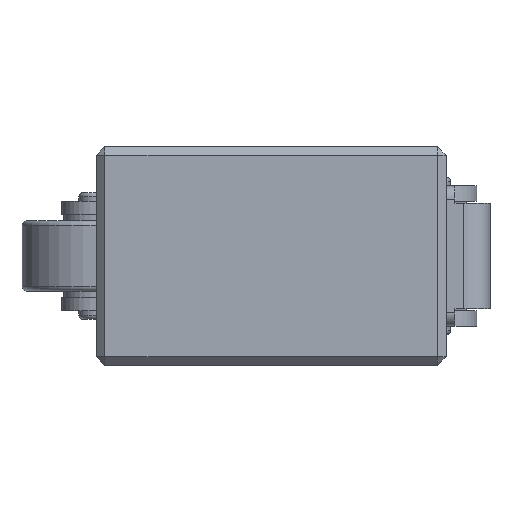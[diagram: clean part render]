
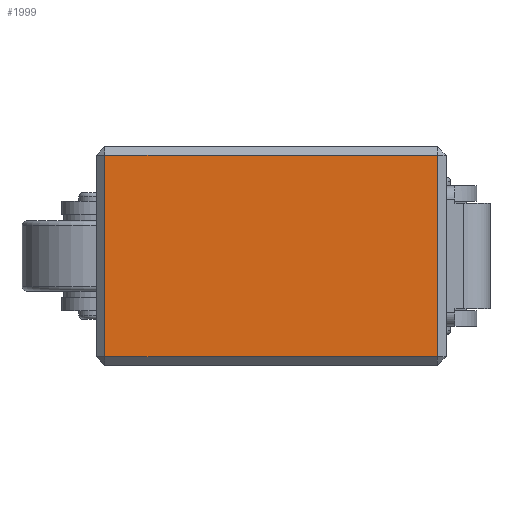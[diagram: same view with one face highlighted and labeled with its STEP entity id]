
A CAD part, front view. The second image highlights one B-rep face of the part: STEP entity #1999.
In plain terms, the highlighted planar face has unit normal (0, -1, 0).
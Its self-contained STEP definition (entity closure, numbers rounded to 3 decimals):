
#272 = DIRECTION ( 'NONE',  ( 1., 0., 0. ) ) ;
#335 = VECTOR ( 'NONE', #8463, 1000. ) ;
#570 = LINE ( 'NONE', #8861, #7193 ) ;
#633 = CARTESIAN_POINT ( 'NONE',  ( -19., 0., -11.5 ) ) ;
#679 = CARTESIAN_POINT ( 'NONE',  ( 19., 0., 11.5 ) ) ;
#760 = VECTOR ( 'NONE', #2834, 1000. ) ;
#1020 = LINE ( 'NONE', #7959, #760 ) ;
#1106 = DIRECTION ( 'NONE',  ( 0., 0., 1. ) ) ;
#1279 = VERTEX_POINT ( 'NONE', #6654 ) ;
#1709 = VERTEX_POINT ( 'NONE', #679 ) ;
#1999 = ADVANCED_FACE ( 'NONE', ( #9758 ), #10536, .F. ) ;
#2082 = LINE ( 'NONE', #3334, #8688 ) ;
#2834 = DIRECTION ( 'NONE',  ( -1., 0., 0. ) ) ;
#3334 = CARTESIAN_POINT ( 'NONE',  ( -19., 0., 0. ) ) ;
#3521 = ORIENTED_EDGE ( 'NONE', *, *, #8736, .T. ) ;
#3636 = EDGE_LOOP ( 'NONE', ( #3521, #4038, #3787, #3970 ) ) ;
#3787 = ORIENTED_EDGE ( 'NONE', *, *, #5338, .T. ) ;
#3930 = AXIS2_PLACEMENT_3D ( 'NONE', #5426, #6294, #1106 ) ;
#3970 = ORIENTED_EDGE ( 'NONE', *, *, #8363, .T. ) ;
#4038 = ORIENTED_EDGE ( 'NONE', *, *, #10032, .T. ) ;
#4294 = VERTEX_POINT ( 'NONE', #9861 ) ;
#5338 = EDGE_CURVE ( 'NONE', #1279, #1709, #9507, .T. ) ;
#5426 = CARTESIAN_POINT ( 'NONE',  ( 0., 0., 0. ) ) ;
#5911 = CARTESIAN_POINT ( 'NONE',  ( 19., 0., 0. ) ) ;
#6294 = DIRECTION ( 'NONE',  ( 0., 1., 0. ) ) ;
#6654 = CARTESIAN_POINT ( 'NONE',  ( 19., 0., -11.5 ) ) ;
#7193 = VECTOR ( 'NONE', #272, 1000. ) ;
#7959 = CARTESIAN_POINT ( 'NONE',  ( 0., 0., 11.5 ) ) ;
#8363 = EDGE_CURVE ( 'NONE', #1709, #4294, #1020, .T. ) ;
#8463 = DIRECTION ( 'NONE',  ( 0., 0., 1. ) ) ;
#8688 = VECTOR ( 'NONE', #11002, 1000. ) ;
#8736 = EDGE_CURVE ( 'NONE', #4294, #9666, #2082, .T. ) ;
#8861 = CARTESIAN_POINT ( 'NONE',  ( 0., 0., -11.5 ) ) ;
#9507 = LINE ( 'NONE', #5911, #335 ) ;
#9666 = VERTEX_POINT ( 'NONE', #633 ) ;
#9758 = FACE_OUTER_BOUND ( 'NONE', #3636, .T. ) ;
#9861 = CARTESIAN_POINT ( 'NONE',  ( -19., 0., 11.5 ) ) ;
#10032 = EDGE_CURVE ( 'NONE', #9666, #1279, #570, .T. ) ;
#10536 = PLANE ( 'NONE',  #3930 ) ;
#11002 = DIRECTION ( 'NONE',  ( 0., 0., -1. ) ) ;
